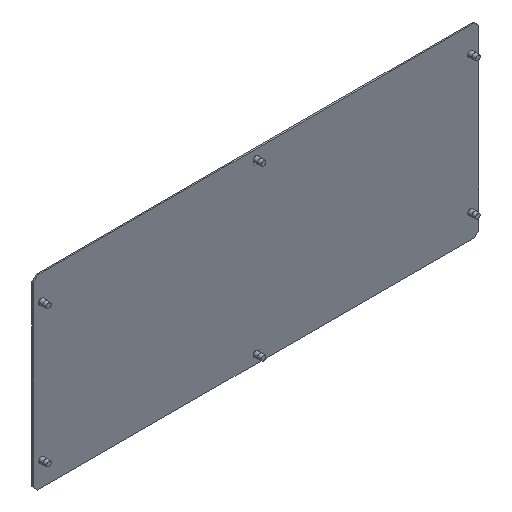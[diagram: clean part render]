
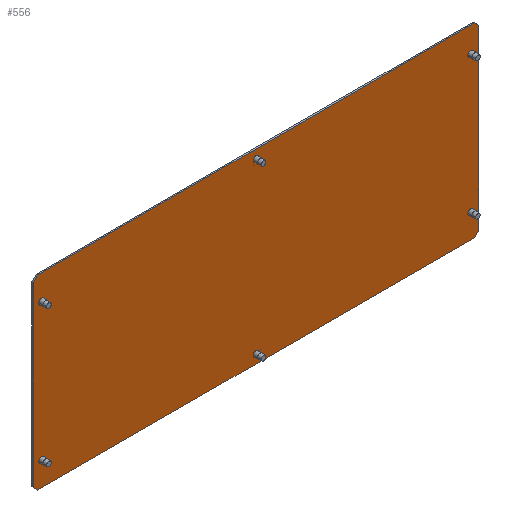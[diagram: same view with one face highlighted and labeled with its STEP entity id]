
A CAD part, isometric view. The second image highlights one B-rep face of the part: STEP entity #556.
In plain terms, the highlighted planar face has unit normal (0, -1, 0).
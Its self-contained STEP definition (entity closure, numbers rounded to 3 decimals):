
#556=ADVANCED_FACE('',(#976,#977,#978,#979,#980,#981,#982),#983,.F.);
#976=FACE_OUTER_BOUND('',#1349,.T.);
#977=FACE_BOUND('',#1350,.T.);
#978=FACE_BOUND('',#1351,.T.);
#979=FACE_BOUND('',#1352,.T.);
#980=FACE_BOUND('',#1353,.T.);
#981=FACE_BOUND('',#1354,.T.);
#982=FACE_BOUND('',#1355,.T.);
#983=PLANE('',#1356);
#1349=EDGE_LOOP('',(#2165,#2166,#2167,#2168,#2169,#2170,#2171,#2172));
#1350=EDGE_LOOP('',(#2173,#2174));
#1351=EDGE_LOOP('',(#2175,#2176));
#1352=EDGE_LOOP('',(#2177,#2178));
#1353=EDGE_LOOP('',(#2179,#2180));
#1354=EDGE_LOOP('',(#2181,#2182));
#1355=EDGE_LOOP('',(#2183,#2184));
#1356=AXIS2_PLACEMENT_3D('',#2185,#2186,#2187);
#2165=ORIENTED_EDGE('',*,*,#2574,.T.);
#2166=ORIENTED_EDGE('',*,*,#2596,.T.);
#2167=ORIENTED_EDGE('',*,*,#2592,.T.);
#2168=ORIENTED_EDGE('',*,*,#2597,.F.);
#2169=ORIENTED_EDGE('',*,*,#2598,.T.);
#2170=ORIENTED_EDGE('',*,*,#2599,.F.);
#2171=ORIENTED_EDGE('',*,*,#2600,.T.);
#2172=ORIENTED_EDGE('',*,*,#2601,.F.);
#2173=ORIENTED_EDGE('',*,*,#2569,.T.);
#2174=ORIENTED_EDGE('',*,*,#2602,.T.);
#2175=ORIENTED_EDGE('',*,*,#2564,.T.);
#2176=ORIENTED_EDGE('',*,*,#2603,.T.);
#2177=ORIENTED_EDGE('',*,*,#2559,.T.);
#2178=ORIENTED_EDGE('',*,*,#2604,.T.);
#2179=ORIENTED_EDGE('',*,*,#2554,.T.);
#2180=ORIENTED_EDGE('',*,*,#2605,.T.);
#2181=ORIENTED_EDGE('',*,*,#2549,.T.);
#2182=ORIENTED_EDGE('',*,*,#2606,.T.);
#2183=ORIENTED_EDGE('',*,*,#2544,.T.);
#2184=ORIENTED_EDGE('',*,*,#2607,.T.);
#2185=CARTESIAN_POINT('',(255.0,8.7,106.55));
#2186=DIRECTION('',(0.0,1.0,0.0));
#2187=DIRECTION('',(0.0,0.0,1.0));
#2544=EDGE_CURVE('',#2981,#2978,#2982,.T.);
#2549=EDGE_CURVE('',#2990,#2987,#2991,.T.);
#2554=EDGE_CURVE('',#2999,#2996,#3000,.T.);
#2559=EDGE_CURVE('',#3008,#3005,#3009,.T.);
#2564=EDGE_CURVE('',#3017,#3014,#3018,.T.);
#2569=EDGE_CURVE('',#3026,#3023,#3027,.T.);
#2574=EDGE_CURVE('',#3035,#3032,#3036,.T.);
#2592=EDGE_CURVE('',#3061,#3062,#3063,.T.);
#2596=EDGE_CURVE('',#3032,#3061,#3067,.T.);
#2597=EDGE_CURVE('',#3068,#3062,#3069,.T.);
#2598=EDGE_CURVE('',#3068,#3070,#3071,.T.);
#2599=EDGE_CURVE('',#3072,#3070,#3073,.T.);
#2600=EDGE_CURVE('',#3072,#3074,#3075,.T.);
#2601=EDGE_CURVE('',#3035,#3074,#3076,.T.);
#2602=EDGE_CURVE('',#3023,#3026,#3077,.T.);
#2603=EDGE_CURVE('',#3014,#3017,#3078,.T.);
#2604=EDGE_CURVE('',#3005,#3008,#3079,.T.);
#2605=EDGE_CURVE('',#2996,#2999,#3080,.T.);
#2606=EDGE_CURVE('',#2987,#2990,#3081,.T.);
#2607=EDGE_CURVE('',#2978,#2981,#3082,.T.);
#2978=VERTEX_POINT('',#3517);
#2981=VERTEX_POINT('',#3521);
#2982=CIRCLE('',#3522,3.3);
#2987=VERTEX_POINT('',#3528);
#2990=VERTEX_POINT('',#3532);
#2991=CIRCLE('',#3533,3.3);
#2996=VERTEX_POINT('',#3539);
#2999=VERTEX_POINT('',#3543);
#3000=CIRCLE('',#3544,3.3);
#3005=VERTEX_POINT('',#3550);
#3008=VERTEX_POINT('',#3554);
#3009=CIRCLE('',#3555,3.3);
#3014=VERTEX_POINT('',#3561);
#3017=VERTEX_POINT('',#3565);
#3018=CIRCLE('',#3566,3.3);
#3023=VERTEX_POINT('',#3572);
#3026=VERTEX_POINT('',#3576);
#3027=CIRCLE('',#3577,3.3);
#3032=VERTEX_POINT('',#3583);
#3035=VERTEX_POINT('',#3587);
#3036=LINE('',#3588,#3589);
#3061=VERTEX_POINT('',#3623);
#3062=VERTEX_POINT('',#3624);
#3063=LINE('',#3625,#3626);
#3067=LINE('',#3632,#3633);
#3068=VERTEX_POINT('',#3634);
#3069=LINE('',#3635,#3636);
#3070=VERTEX_POINT('',#3637);
#3071=LINE('',#3638,#3639);
#3072=VERTEX_POINT('',#3640);
#3073=LINE('',#3641,#3642);
#3074=VERTEX_POINT('',#3643);
#3075=LINE('',#3644,#3645);
#3076=LINE('',#3646,#3647);
#3077=CIRCLE('',#3648,3.3);
#3078=CIRCLE('',#3649,3.3);
#3079=CIRCLE('',#3650,3.3);
#3080=CIRCLE('',#3651,3.3);
#3081=CIRCLE('',#3652,3.3);
#3082=CIRCLE('',#3653,3.3);
#3517=CARTESIAN_POINT('',(12.8,8.7,184.6));
#3521=CARTESIAN_POINT('',(6.2,8.7,184.6));
#3522=AXIS2_PLACEMENT_3D('',#4028,#4029,#4030);
#3528=CARTESIAN_POINT('',(12.8,8.7,27.6));
#3532=CARTESIAN_POINT('',(6.2,8.7,27.6));
#3533=AXIS2_PLACEMENT_3D('',#4036,#4037,#4038);
#3539=CARTESIAN_POINT('',(503.8,8.7,184.6));
#3543=CARTESIAN_POINT('',(497.2,8.7,184.6));
#3544=AXIS2_PLACEMENT_3D('',#4044,#4045,#4046);
#3550=CARTESIAN_POINT('',(503.8,8.7,27.6));
#3554=CARTESIAN_POINT('',(497.2,8.7,27.6));
#3555=AXIS2_PLACEMENT_3D('',#4052,#4053,#4054);
#3561=CARTESIAN_POINT('',(258.3,8.7,203.1));
#3565=CARTESIAN_POINT('',(251.7,8.7,203.1));
#3566=AXIS2_PLACEMENT_3D('',#4060,#4061,#4062);
#3572=CARTESIAN_POINT('',(258.3,8.7,10.0));
#3576=CARTESIAN_POINT('',(251.7,8.7,10.0));
#3577=AXIS2_PLACEMENT_3D('',#4068,#4069,#4070);
#3583=CARTESIAN_POINT('',(510.0,8.7,5.));
#3587=CARTESIAN_POINT('',(505.0,8.7,0.0));
#3588=CARTESIAN_POINT('',(470.905,8.7,-34.095));
#3589=VECTOR('',#4076,1.0);
#3623=CARTESIAN_POINT('',(510.0,8.7,208.1));
#3624=CARTESIAN_POINT('',(505.0,8.7,213.1));
#3625=CARTESIAN_POINT('',(470.905,8.7,247.195));
#3626=VECTOR('',#4104,1.0);
#3632=CARTESIAN_POINT('',(510.0,8.7,106.55));
#3633=VECTOR('',#4107,1.0);
#3634=CARTESIAN_POINT('',(5.,8.7,213.1));
#3635=CARTESIAN_POINT('',(255.0,8.7,213.1));
#3636=VECTOR('',#4108,1.0);
#3637=CARTESIAN_POINT('',(0.0,8.7,208.1));
#3638=CARTESIAN_POINT('',(39.095,8.7,247.195));
#3639=VECTOR('',#4109,1.0);
#3640=CARTESIAN_POINT('',(0.0,8.7,5.));
#3641=CARTESIAN_POINT('',(0.0,8.7,106.55));
#3642=VECTOR('',#4110,1.0);
#3643=CARTESIAN_POINT('',(5.0,8.7,0.0));
#3644=CARTESIAN_POINT('',(39.095,8.7,-34.095));
#3645=VECTOR('',#4111,1.0);
#3646=CARTESIAN_POINT('',(255.0,8.7,0.0));
#3647=VECTOR('',#4112,1.0);
#3648=AXIS2_PLACEMENT_3D('',#4113,#4114,#4115);
#3649=AXIS2_PLACEMENT_3D('',#4116,#4117,#4118);
#3650=AXIS2_PLACEMENT_3D('',#4119,#4120,#4121);
#3651=AXIS2_PLACEMENT_3D('',#4122,#4123,#4124);
#3652=AXIS2_PLACEMENT_3D('',#4125,#4126,#4127);
#3653=AXIS2_PLACEMENT_3D('',#4128,#4129,#4130);
#4028=CARTESIAN_POINT('',(9.5,8.7,184.6));
#4029=DIRECTION('',(-0.0,1.0,0.0));
#4030=DIRECTION('',(1.0,0.0,0.0));
#4036=CARTESIAN_POINT('',(9.5,8.7,27.6));
#4037=DIRECTION('',(-0.0,1.0,0.0));
#4038=DIRECTION('',(1.0,0.0,0.0));
#4044=CARTESIAN_POINT('',(500.5,8.7,184.6));
#4045=DIRECTION('',(-0.0,1.0,0.0));
#4046=DIRECTION('',(1.0,0.0,0.0));
#4052=CARTESIAN_POINT('',(500.5,8.7,27.6));
#4053=DIRECTION('',(-0.0,1.0,0.0));
#4054=DIRECTION('',(1.0,0.0,0.0));
#4060=CARTESIAN_POINT('',(255.0,8.7,203.1));
#4061=DIRECTION('',(-0.0,1.0,0.0));
#4062=DIRECTION('',(1.0,0.0,0.0));
#4068=CARTESIAN_POINT('',(255.0,8.7,10.0));
#4069=DIRECTION('',(-0.0,1.0,0.0));
#4070=DIRECTION('',(1.0,0.0,0.0));
#4076=DIRECTION('',(0.707,-0.0,0.707));
#4104=DIRECTION('',(-0.707,0.0,0.707));
#4107=DIRECTION('',(0.0,0.0,1.0));
#4108=DIRECTION('',(1.0,0.0,0.0));
#4109=DIRECTION('',(-0.707,0.0,-0.707));
#4110=DIRECTION('',(0.0,0.0,1.0));
#4111=DIRECTION('',(0.707,0.0,-0.707));
#4112=DIRECTION('',(-1.0,0.0,0.0));
#4113=CARTESIAN_POINT('',(255.0,8.7,10.0));
#4114=DIRECTION('',(-0.0,1.0,0.0));
#4115=DIRECTION('',(1.0,0.0,0.0));
#4116=CARTESIAN_POINT('',(255.0,8.7,203.1));
#4117=DIRECTION('',(-0.0,1.0,0.0));
#4118=DIRECTION('',(1.0,0.0,0.0));
#4119=CARTESIAN_POINT('',(500.5,8.7,27.6));
#4120=DIRECTION('',(-0.0,1.0,0.0));
#4121=DIRECTION('',(1.0,0.0,0.0));
#4122=CARTESIAN_POINT('',(500.5,8.7,184.6));
#4123=DIRECTION('',(-0.0,1.0,0.0));
#4124=DIRECTION('',(1.0,0.0,0.0));
#4125=CARTESIAN_POINT('',(9.5,8.7,27.6));
#4126=DIRECTION('',(-0.0,1.0,0.0));
#4127=DIRECTION('',(1.0,0.0,0.0));
#4128=CARTESIAN_POINT('',(9.5,8.7,184.6));
#4129=DIRECTION('',(-0.0,1.0,0.0));
#4130=DIRECTION('',(1.0,0.0,0.0));
